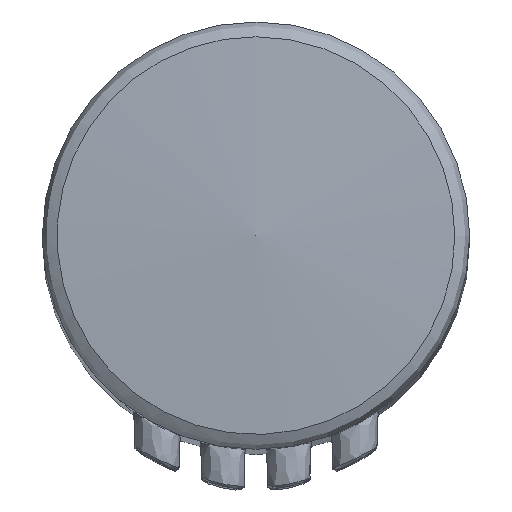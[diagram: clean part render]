
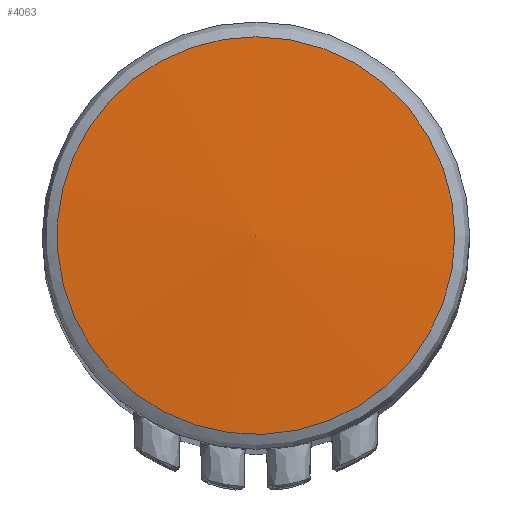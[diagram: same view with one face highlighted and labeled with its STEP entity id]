
A CAD part, top view. The second image highlights one B-rep face of the part: STEP entity #4063.
In plain terms, the highlighted spherical face has radius 121.064 mm.
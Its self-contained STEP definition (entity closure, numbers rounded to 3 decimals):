
#97=CIRCLE('',#4233,12.1);
#107=SPHERICAL_SURFACE('',#4232,121.064);
#427=ORIENTED_EDGE('',*,*,#927,.T.);
#927=EDGE_CURVE('',#1217,#1217,#97,.T.);
#1217=VERTEX_POINT('',#7547);
#1779=EDGE_LOOP('',(#427));
#2110=FACE_BOUND('',#1779,.T.);
#4063=ADVANCED_FACE('',(#2110),#107,.T.);
#4232=AXIS2_PLACEMENT_3D('',#7545,#4422,#4423);
#4233=AXIS2_PLACEMENT_3D('',#7546,#4424,#4425);
#4422=DIRECTION('',(0.,0.,1.));
#4423=DIRECTION('',(-0.732,-0.681,0.));
#4424=DIRECTION('',(0.,0.,1.));
#4425=DIRECTION('',(0.,1.,0.));
#7545=CARTESIAN_POINT('',(0.,0.,-81.369));
#7546=CARTESIAN_POINT('',(0.,0.,39.09));
#7547=CARTESIAN_POINT('',(0.,12.1,39.09));
